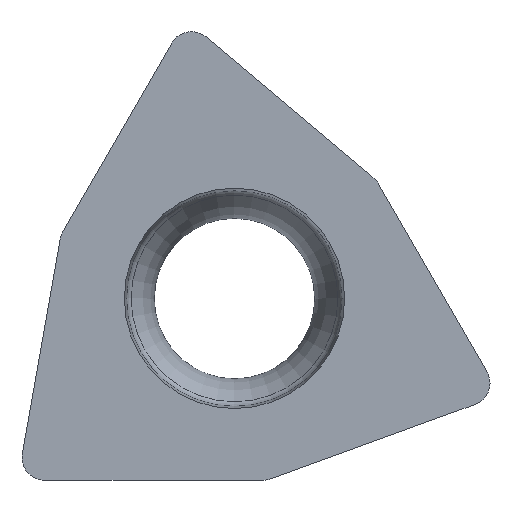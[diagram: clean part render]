
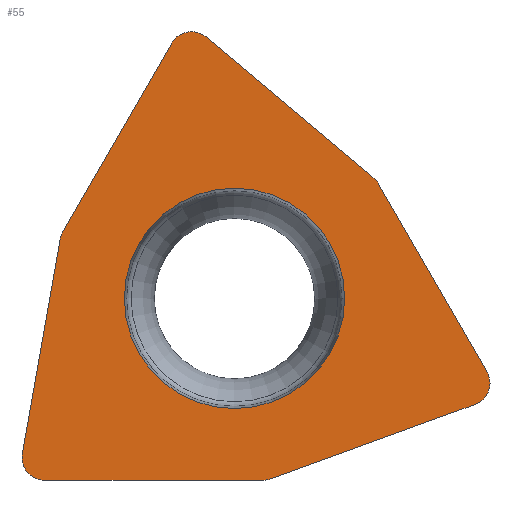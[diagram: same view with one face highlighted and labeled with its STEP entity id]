
A CAD part, top view. The second image highlights one B-rep face of the part: STEP entity #55.
In plain terms, the highlighted planar face has unit normal (0, 0, 1).
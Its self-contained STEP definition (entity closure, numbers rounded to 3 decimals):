
#55=ADVANCED_FACE('',(#81,#82),#73,.F.);
#73=PLANE('',#377);
#81=FACE_BOUND('',#93,.T.);
#82=FACE_BOUND('',#94,.T.);
#93=EDGE_LOOP('',(#128,#129,#130,#131,#132,#133,#134,#135,#136,#137,#138,#139));
#94=EDGE_LOOP('',(#140));
#117=CIRCLE('',#370,0.397);
#118=CIRCLE('',#371,0.397);
#119=CIRCLE('',#372,0.397);
#120=CIRCLE('',#373,0.397);
#121=CIRCLE('',#374,0.397);
#122=CIRCLE('',#375,0.397);
#123=CIRCLE('',#376,1.923);
#128=ORIENTED_EDGE('',*,*,#239,.T.);
#129=ORIENTED_EDGE('',*,*,#240,.T.);
#130=ORIENTED_EDGE('',*,*,#241,.T.);
#131=ORIENTED_EDGE('',*,*,#242,.T.);
#132=ORIENTED_EDGE('',*,*,#243,.T.);
#133=ORIENTED_EDGE('',*,*,#244,.T.);
#134=ORIENTED_EDGE('',*,*,#245,.T.);
#135=ORIENTED_EDGE('',*,*,#246,.T.);
#136=ORIENTED_EDGE('',*,*,#247,.T.);
#137=ORIENTED_EDGE('',*,*,#248,.T.);
#138=ORIENTED_EDGE('',*,*,#249,.T.);
#139=ORIENTED_EDGE('',*,*,#250,.T.);
#140=ORIENTED_EDGE('',*,*,#251,.F.);
#210=VERTEX_POINT('',#570);
#211=VERTEX_POINT('',#571);
#212=VERTEX_POINT('',#573);
#213=VERTEX_POINT('',#575);
#214=VERTEX_POINT('',#577);
#215=VERTEX_POINT('',#579);
#216=VERTEX_POINT('',#581);
#217=VERTEX_POINT('',#583);
#218=VERTEX_POINT('',#585);
#219=VERTEX_POINT('',#587);
#220=VERTEX_POINT('',#589);
#221=VERTEX_POINT('',#591);
#222=VERTEX_POINT('',#594);
#239=EDGE_CURVE('',#210,#211,#280,.T.);
#240=EDGE_CURVE('',#211,#212,#117,.T.);
#241=EDGE_CURVE('',#212,#213,#281,.T.);
#242=EDGE_CURVE('',#213,#214,#118,.T.);
#243=EDGE_CURVE('',#214,#215,#282,.T.);
#244=EDGE_CURVE('',#215,#216,#119,.T.);
#245=EDGE_CURVE('',#216,#217,#283,.T.);
#246=EDGE_CURVE('',#217,#218,#120,.T.);
#247=EDGE_CURVE('',#218,#219,#284,.T.);
#248=EDGE_CURVE('',#219,#220,#121,.T.);
#249=EDGE_CURVE('',#220,#221,#285,.T.);
#250=EDGE_CURVE('',#221,#210,#122,.T.);
#251=EDGE_CURVE('',#222,#222,#123,.T.);
#280=LINE('',#569,#310);
#281=LINE('',#574,#311);
#282=LINE('',#578,#312);
#283=LINE('',#582,#313);
#284=LINE('',#586,#314);
#285=LINE('',#590,#315);
#310=VECTOR('',#405,1.0);
#311=VECTOR('',#408,1.0);
#312=VECTOR('',#411,1.0);
#313=VECTOR('',#414,1.0);
#314=VECTOR('',#417,1.0);
#315=VECTOR('',#420,1.0);
#370=AXIS2_PLACEMENT_3D('',#572,#406,#407);
#371=AXIS2_PLACEMENT_3D('',#576,#409,#410);
#372=AXIS2_PLACEMENT_3D('',#580,#412,#413);
#373=AXIS2_PLACEMENT_3D('',#584,#415,#416);
#374=AXIS2_PLACEMENT_3D('',#588,#418,#419);
#375=AXIS2_PLACEMENT_3D('',#592,#421,#422);
#376=AXIS2_PLACEMENT_3D('',#593,#423,#424);
#377=AXIS2_PLACEMENT_3D('',#595,#425,#426);
#405=DIRECTION('',(0.94,0.342,0.));
#406=DIRECTION('',(0.,0.,1.0));
#407=DIRECTION('',(0.766,0.643,0.));
#408=DIRECTION('',(-0.5,0.866,0.));
#409=DIRECTION('',(0.,0.,1.0));
#410=DIRECTION('',(0.766,0.643,0.));
#411=DIRECTION('',(-0.766,0.643,0.));
#412=DIRECTION('',(0.,0.,1.0));
#413=DIRECTION('',(0.766,0.643,0.));
#414=DIRECTION('',(-0.5,-0.866,0.));
#415=DIRECTION('',(0.,0.,1.0));
#416=DIRECTION('',(0.766,0.643,0.));
#417=DIRECTION('',(-0.174,-0.985,0.));
#418=DIRECTION('',(0.,0.,1.0));
#419=DIRECTION('',(0.766,0.643,0.));
#420=DIRECTION('',(1.0,0.,0.));
#421=DIRECTION('',(0.,0.,1.0));
#422=DIRECTION('',(0.766,0.643,0.));
#423=DIRECTION('',(0.0,0.0,1.0));
#424=DIRECTION('',(-0.766,-0.643,0.0));
#425=DIRECTION('',(0.,0.,-1.0));
#426=DIRECTION('',(0.766,0.643,0.));
#569=CARTESIAN_POINT('',(4.207,-0.05,0.));
#570=CARTESIAN_POINT('',(4.409,0.024,0.));
#571=CARTESIAN_POINT('',(7.981,1.324,0.));
#572=CARTESIAN_POINT('',(7.845,1.697,0.));
#573=CARTESIAN_POINT('',(8.189,1.895,0.));
#574=CARTESIAN_POINT('',(6.599,4.65,0.));
#575=CARTESIAN_POINT('',(6.289,5.187,0.));
#576=CARTESIAN_POINT('',(5.945,4.988,0.));
#577=CARTESIAN_POINT('',(6.2,5.292,0.));
#578=CARTESIAN_POINT('',(5.725,5.691,0.));
#579=CARTESIAN_POINT('',(3.288,7.735,0.));
#580=CARTESIAN_POINT('',(3.033,7.431,0.));
#581=CARTESIAN_POINT('',(2.69,7.63,0.));
#582=CARTESIAN_POINT('',(0.682,4.152,0.));
#583=CARTESIAN_POINT('',(0.789,4.338,0.));
#584=CARTESIAN_POINT('',(1.133,4.14,0.));
#585=CARTESIAN_POINT('',(0.742,4.209,0.));
#586=CARTESIAN_POINT('',(0.557,3.16,0.));
#587=CARTESIAN_POINT('',(0.082,0.466,0.));
#588=CARTESIAN_POINT('',(0.473,0.397,0.));
#589=CARTESIAN_POINT('',(0.473,0.,0.));
#590=CARTESIAN_POINT('',(3.209,0.,0.));
#591=CARTESIAN_POINT('',(4.274,0.,0.));
#592=CARTESIAN_POINT('',(4.274,0.397,0.));
#593=CARTESIAN_POINT('',(3.784,3.175,0.));
#594=CARTESIAN_POINT('',(2.311,1.939,0.));
#595=CARTESIAN_POINT('',(3.784,3.175,0.));
